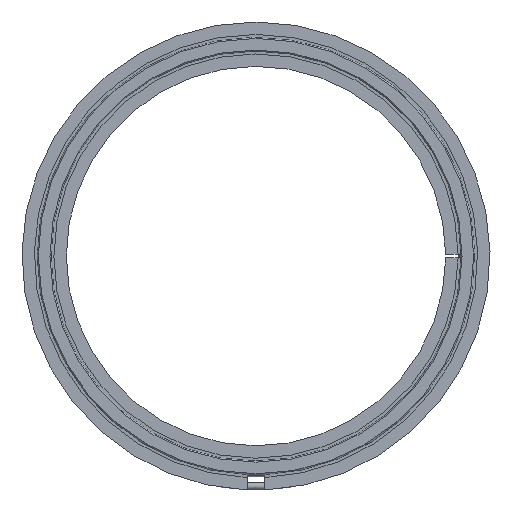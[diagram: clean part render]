
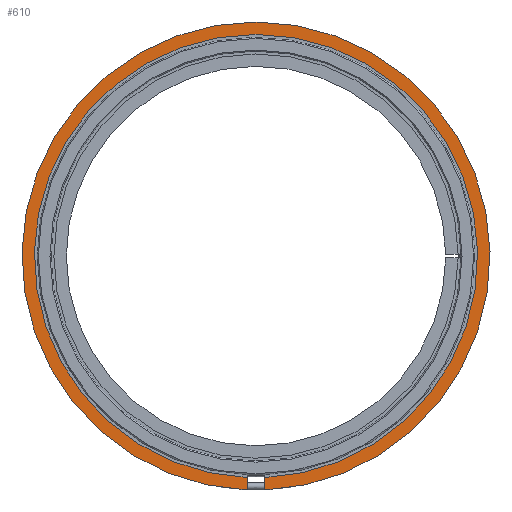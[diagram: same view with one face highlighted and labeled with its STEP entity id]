
A CAD part, left-side view. The second image highlights one B-rep face of the part: STEP entity #610.
In plain terms, the highlighted planar face has unit normal (-1, 0, 0).
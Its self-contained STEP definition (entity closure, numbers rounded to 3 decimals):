
#32=PLANE('',#685);
#67=LINE('',#1157,#107);
#71=LINE('',#1165,#111);
#107=VECTOR('',#850,3.503);
#111=VECTOR('',#862,3.503);
#168=FACE_OUTER_BOUND('',#208,.T.);
#208=EDGE_LOOP('',(#563,#564,#565,#566));
#231=CIRCLE('',#640,62.5);
#233=CIRCLE('',#643,66.);
#273=VERTEX_POINT('',#1028);
#274=VERTEX_POINT('',#1029);
#277=VERTEX_POINT('',#1037);
#278=VERTEX_POINT('',#1038);
#337=EDGE_CURVE('',#273,#274,#231,.T.);
#341=EDGE_CURVE('',#277,#278,#233,.T.);
#391=EDGE_CURVE('',#274,#278,#67,.T.);
#395=EDGE_CURVE('',#277,#273,#71,.T.);
#563=ORIENTED_EDGE('',*,*,#391,.T.);
#564=ORIENTED_EDGE('',*,*,#341,.F.);
#565=ORIENTED_EDGE('',*,*,#395,.T.);
#566=ORIENTED_EDGE('',*,*,#337,.T.);
#610=ADVANCED_FACE('',(#168),#32,.T.);
#640=AXIS2_PLACEMENT_3D('',#1030,#740,#741);
#643=AXIS2_PLACEMENT_3D('',#1039,#748,#749);
#685=AXIS2_PLACEMENT_3D('',#1171,#870,#871);
#740=DIRECTION('center_axis',(1.,0.,0.));
#741=DIRECTION('ref_axis',(0.,1.,0.));
#748=DIRECTION('center_axis',(1.,0.,0.));
#749=DIRECTION('ref_axis',(0.,1.,0.));
#850=DIRECTION('',(0.,0.,-1.));
#862=DIRECTION('',(0.,0.,1.));
#870=DIRECTION('center_axis',(-1.,0.,0.));
#871=DIRECTION('ref_axis',(0.,0.,1.));
#1028=CARTESIAN_POINT('',(-1.95,2.5,-62.45));
#1029=CARTESIAN_POINT('',(-1.95,-2.5,-62.45));
#1030=CARTESIAN_POINT('Origin',(-1.95,0.,0.));
#1037=CARTESIAN_POINT('',(-1.95,2.5,-65.953));
#1038=CARTESIAN_POINT('',(-1.95,-2.5,-65.953));
#1039=CARTESIAN_POINT('Origin',(-1.95,0.,0.));
#1157=CARTESIAN_POINT('',(-1.95,-2.5,-62.45));
#1165=CARTESIAN_POINT('',(-1.95,2.5,-65.953));
#1171=CARTESIAN_POINT('Origin',(-1.95,64.25,0.));
